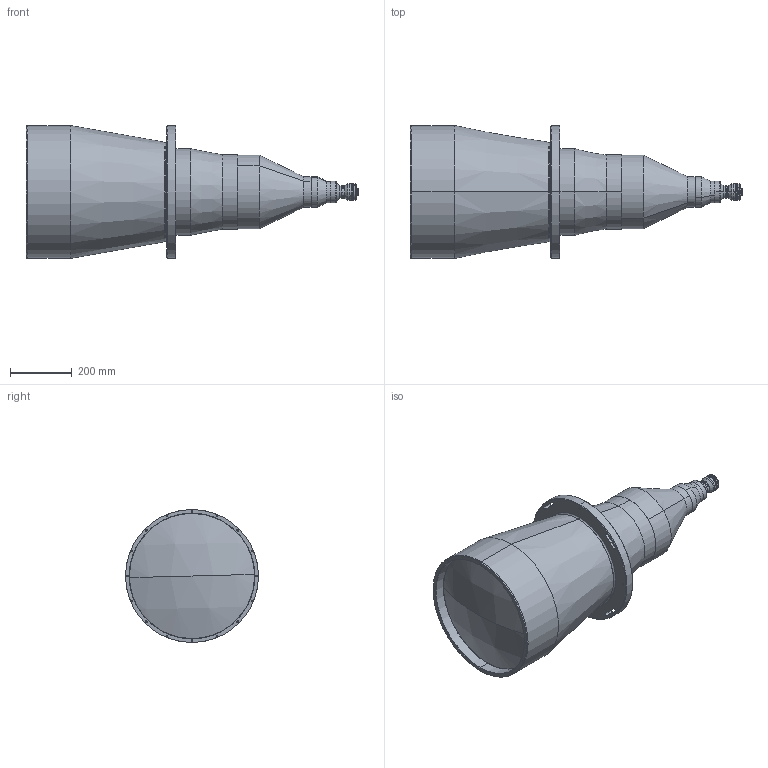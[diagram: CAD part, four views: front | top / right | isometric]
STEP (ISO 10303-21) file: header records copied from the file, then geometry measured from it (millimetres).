
FILE_DESCRIPTION (( 'STEP AP203' ), '1' );
FILE_NAME ('XF-PTL39016-C.STEP', '2019-07-23T07:32:32', ( 'puyufan' ), ( '' ), 'SwSTEP 2.0', 'SolidWorks 2014', '' );
FILE_SCHEMA (( 'CONFIG_CONTROL_DESIGN' ));
Length unit declared in the file: millimetre
Products named in the file (1): XF-PTL39016-C
Bounding box: 1073.91 x 430 x 430 mm (x, y, z)
Surface area: 1372829.1 mm2 (no closed solid volume)
Topology: 0 solids, 52 shells, 277 faces, 1190 edges, 948 vertices
Faces by surface type: cylinder 145, plane 82, torus 24, cone 22, sphere 4
Entity records: 15919 total; most frequent: CARTESIAN_POINT 5983, DIRECTION 2142, ORIENTED_EDGE 1696, EDGE_CURVE 1190, VERTEX_POINT 948, AXIS2_PLACEMENT_3D 840, CIRCLE 562, VECTOR 462
